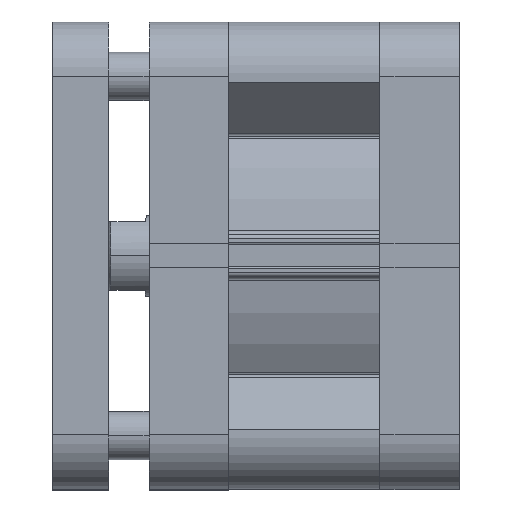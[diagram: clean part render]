
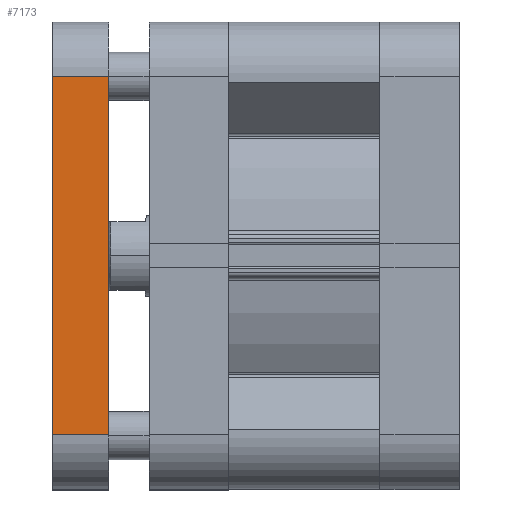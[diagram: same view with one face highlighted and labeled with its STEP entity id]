
A CAD part, top view. The second image highlights one B-rep face of the part: STEP entity #7173.
In plain terms, the highlighted face is planar.
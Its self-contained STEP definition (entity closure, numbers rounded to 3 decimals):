
#1118 = ORIENTED_EDGE ( 'NONE', *, *, #7317, .T. ) ;
#1119 = ORIENTED_EDGE ( 'NONE', *, *, #7344, .T. ) ;
#1120 = ORIENTED_EDGE ( 'NONE', *, *, #7337, .T. ) ;
#1121 = ORIENTED_EDGE ( 'NONE', *, *, #7307, .T. ) ;
#2683 = CARTESIAN_POINT ( 'NONE',  ( 14., -44.5, -58. ) ) ;
#2732 = CARTESIAN_POINT ( 'NONE',  ( 0., -44.5, -58. ) ) ;
#2748 = CARTESIAN_POINT ( 'NONE',  ( 14., 44.5, -58. ) ) ;
#2763 = CARTESIAN_POINT ( 'NONE',  ( 0., 44.5, -58. ) ) ;
#3748 = AXIS2_PLACEMENT_3D ( 'NONE', #4880, #4884, #4885 ) ;
#4701 = VERTEX_POINT ( 'NONE', #2683 ) ;
#4844 = VERTEX_POINT ( 'NONE', #2732 ) ;
#4876 = VERTEX_POINT ( 'NONE', #2748 ) ;
#4880 = CARTESIAN_POINT ( 'NONE',  ( -82.024, 0., -58. ) ) ;
#4882 = PLANE ( 'NONE',  #3748 ) ;
#4884 = DIRECTION ( 'NONE',  ( 0., 0., 1. ) ) ;
#4885 = DIRECTION ( 'NONE',  ( 1., 0., 0. ) ) ;
#4910 = VERTEX_POINT ( 'NONE', #2763 ) ;
#5369 = CARTESIAN_POINT ( 'NONE',  ( 14., 0., -58. ) ) ;
#5370 = DIRECTION ( 'NONE',  ( 0., -1., 0. ) ) ;
#5377 = CARTESIAN_POINT ( 'NONE',  ( -82.024, 44.5, -58. ) ) ;
#5396 = DIRECTION ( 'NONE',  ( 1., 0., 0. ) ) ;
#5448 = CARTESIAN_POINT ( 'NONE',  ( 0., -44.5, -58. ) ) ;
#5449 = DIRECTION ( 'NONE',  ( -1., 0., 0. ) ) ;
#5466 = CARTESIAN_POINT ( 'NONE',  ( 0., 0., -58. ) ) ;
#5467 = DIRECTION ( 'NONE',  ( 0., 1., 0. ) ) ;
#5794 = FACE_OUTER_BOUND ( 'NONE', #11070, .T. ) ;
#6002 = VECTOR ( 'NONE', #5370, 1000. ) ;
#6019 = LINE ( 'NONE', #5369, #6002 ) ;
#6028 = VECTOR ( 'NONE', #5396, 1000. ) ;
#6037 = LINE ( 'NONE', #5377, #6028 ) ;
#6051 = LINE ( 'NONE', #5466, #6072 ) ;
#6056 = LINE ( 'NONE', #5448, #6059 ) ;
#6059 = VECTOR ( 'NONE', #5449, 1000. ) ;
#6072 = VECTOR ( 'NONE', #5467, 1000. ) ;
#7173 = ADVANCED_FACE ( 'NONE', ( #5794 ), #4882, .F. ) ;
#7307 = EDGE_CURVE ( 'NONE', #4876, #4701, #6019, .T. ) ;
#7317 = EDGE_CURVE ( 'NONE', #4910, #4876, #6037, .T. ) ;
#7337 = EDGE_CURVE ( 'NONE', #4701, #4844, #6056, .T. ) ;
#7344 = EDGE_CURVE ( 'NONE', #4844, #4910, #6051, .T. ) ;
#11070 = EDGE_LOOP ( 'NONE', ( #1121, #1120, #1119, #1118 ) ) ;
